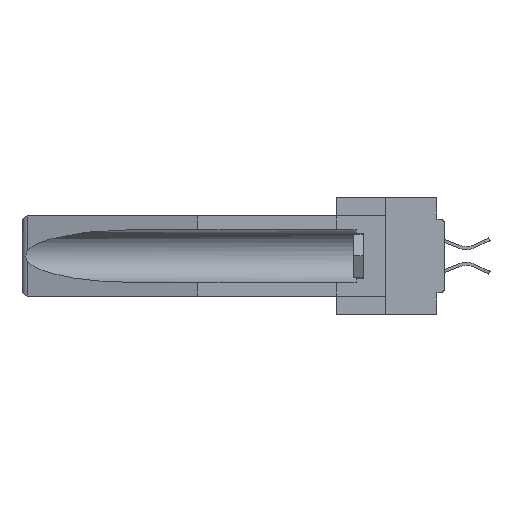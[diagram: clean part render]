
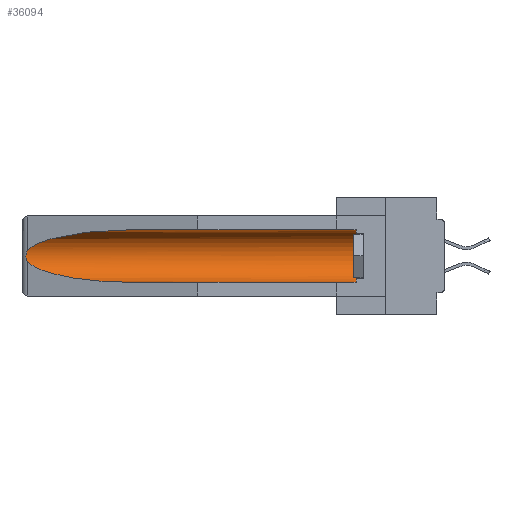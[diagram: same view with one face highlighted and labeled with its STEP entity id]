
A CAD part, left-side view. The second image highlights one B-rep face of the part: STEP entity #36094.
In plain terms, the highlighted cylindrical face has radius 2.857 mm (diameter 5.715 mm), a partial arc.
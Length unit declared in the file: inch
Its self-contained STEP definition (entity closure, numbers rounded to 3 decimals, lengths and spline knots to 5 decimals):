
#343 =( BOUNDED_CURVE ( )  B_SPLINE_CURVE ( 3, ( #13463, #14092, #38128, #17010 ),
 .UNSPECIFIED., .F., .F. ) 
 B_SPLINE_CURVE_WITH_KNOTS ( ( 4, 4 ),
 ( 4.71239, 6.08839 ),
 .UNSPECIFIED. ) 
 CURVE ( )  GEOMETRIC_REPRESENTATION_ITEM ( )  RATIONAL_B_SPLINE_CURVE ( ( 1., 0.848, 0.848, 1. ) ) 
 REPRESENTATION_ITEM ( '' )  );
#587 = EDGE_LOOP ( 'NONE', ( #20248, #41245, #3374, #23627, #42990, #43705 ) ) ;
#650 = CARTESIAN_POINT ( 'NONE',  ( 0.2675, 1.53308, -0.16763 ) ) ;
#854 = CARTESIAN_POINT ( 'NONE',  ( 0.26537, 1.52718, -0.14972 ) ) ;
#967 = CARTESIAN_POINT ( 'NONE',  ( 0.26597, 1.5296, -0.19026 ) ) ;
#2917 = CARTESIAN_POINT ( 'NONE',  ( 0.155, 0.126, -0.284 ) ) ;
#3374 = ORIENTED_EDGE ( 'NONE', *, *, #35091, .T. ) ;
#5213 = CARTESIAN_POINT ( 'NONE',  ( 0.155, 1.07973, -0.284 ) ) ;
#5483 = CYLINDRICAL_SURFACE ( 'NONE', #8727, 0.1125 ) ;
#6814 = DIRECTION ( 'NONE',  ( 0., 1., 0. ) ) ;
#7719 = CARTESIAN_POINT ( 'NONE',  ( 0.26537, 1.52718, -0.14972 ) ) ;
#7868 = CARTESIAN_POINT ( 'NONE',  ( 0.26655, 1.53094, -0.18657 ) ) ;
#8318 = VERTEX_POINT ( 'NONE', #19011 ) ;
#8727 = AXIS2_PLACEMENT_3D ( 'NONE', #20574, #6814, #24553 ) ;
#9883 = FACE_OUTER_BOUND ( 'NONE', #587, .T. ) ;
#11226 = CARTESIAN_POINT ( 'NONE',  ( 0.26537, 1.52718, -0.19328 ) ) ;
#12141 = AXIS2_PLACEMENT_3D ( 'NONE', #13435, #20463, #38414 ) ;
#13435 = CARTESIAN_POINT ( 'NONE',  ( 0.155, 0.126, -0.1715 ) ) ;
#13463 = CARTESIAN_POINT ( 'NONE',  ( 0.155, 1.07973, -0.059 ) ) ;
#13798 = CARTESIAN_POINT ( 'NONE',  ( 0.155, -0.30754, -0.059 ) ) ;
#14092 = CARTESIAN_POINT ( 'NONE',  ( 0.21114, 1.30732, -0.059 ) ) ;
#14611 = CARTESIAN_POINT ( 'NONE',  ( 0.26597, 1.52961, -0.15275 ) ) ;
#16630 = CARTESIAN_POINT ( 'NONE',  ( 0.155, 0.126, -0.059 ) ) ;
#17010 = CARTESIAN_POINT ( 'NONE',  ( 0.26537, 1.52718, -0.14972 ) ) ;
#17526 = CARTESIAN_POINT ( 'NONE',  ( 0.26537, 1.52718, -0.19328 ) ) ;
#18405 = CARTESIAN_POINT ( 'NONE',  ( 0.26537, 1.52718, -0.19328 ) ) ;
#19011 = CARTESIAN_POINT ( 'NONE',  ( 0.155, 1.07973, -0.059 ) ) ;
#20248 = ORIENTED_EDGE ( 'NONE', *, *, #39658, .T. ) ;
#20463 = DIRECTION ( 'NONE',  ( 0., -1., 0. ) ) ;
#20574 = CARTESIAN_POINT ( 'NONE',  ( 0.155, -0.30754, -0.1715 ) ) ;
#21627 = CARTESIAN_POINT ( 'NONE',  ( 0.26654, 1.53092, -0.15636 ) ) ;
#22364 = VERTEX_POINT ( 'NONE', #16630 ) ;
#23627 = ORIENTED_EDGE ( 'NONE', *, *, #40958, .F. ) ;
#24553 = DIRECTION ( 'NONE',  ( 0., 0., 1. ) ) ;
#24781 =( BOUNDED_CURVE ( )  B_SPLINE_CURVE ( 3, ( #18405, #25275, #36788, #5213 ),
 .UNSPECIFIED., .F., .F. ) 
 B_SPLINE_CURVE_WITH_KNOTS ( ( 4, 4 ),
 ( 0.1948, 1.5708 ),
 .UNSPECIFIED. ) 
 CURVE ( )  GEOMETRIC_REPRESENTATION_ITEM ( )  RATIONAL_B_SPLINE_CURVE ( ( 1., 0.848, 0.848, 1. ) ) 
 REPRESENTATION_ITEM ( '' )  );
#25150 = CARTESIAN_POINT ( 'NONE',  ( 0.2675, 1.53308, -0.17534 ) ) ;
#25275 = CARTESIAN_POINT ( 'NONE',  ( 0.25451, 1.48313, -0.24835 ) ) ;
#26346 = DIRECTION ( 'NONE',  ( 0., 1., 0. ) ) ;
#28494 = CARTESIAN_POINT ( 'NONE',  ( 0.2673, 1.5327, -0.16383 ) ) ;
#30848 = LINE ( 'NONE', #36941, #44482 ) ;
#30944 = CIRCLE ( 'NONE', #12141, 0.1125 ) ;
#31047 = EDGE_CURVE ( 'NONE', #22364, #8318, #43587, .T. ) ;
#31961 = VERTEX_POINT ( 'NONE', #2917 ) ;
#32125 = CARTESIAN_POINT ( 'NONE',  ( 0.2673, 1.53269, -0.17917 ) ) ;
#32324 = EDGE_CURVE ( 'NONE', #31961, #22364, #30944, .T. ) ;
#34291 = VECTOR ( 'NONE', #38156, 39.37008 ) ;
#34339 = VERTEX_POINT ( 'NONE', #17526 ) ;
#35091 = EDGE_CURVE ( 'NONE', #34339, #43862, #24781, .T. ) ;
#35306 = CARTESIAN_POINT ( 'NONE',  ( 0.155, 1.07973, -0.284 ) ) ;
#36094 = ADVANCED_FACE ( 'NONE', ( #9883 ), #5483, .F. ) ;
#36755 = B_SPLINE_CURVE_WITH_KNOTS ( 'NONE', 3,
 ( #7719, #14611, #21627, #28494, #650, #25150, #32125, #7868, #967, #11226 ),
 .UNSPECIFIED., .F., .F.,
 ( 4, 2, 2, 2, 4 ),
 ( 0., 0.00029, 0.00058, 0.00087, 0.00117 ),
 .UNSPECIFIED. ) ;
#36788 = CARTESIAN_POINT ( 'NONE',  ( 0.21114, 1.30732, -0.284 ) ) ;
#36941 = CARTESIAN_POINT ( 'NONE',  ( 0.155, -0.30754, -0.284 ) ) ;
#38128 = CARTESIAN_POINT ( 'NONE',  ( 0.25451, 1.48313, -0.09465 ) ) ;
#38156 = DIRECTION ( 'NONE',  ( 0., 1., 0. ) ) ;
#38414 = DIRECTION ( 'NONE',  ( 0., 0., 1. ) ) ;
#39658 = EDGE_CURVE ( 'NONE', #8318, #41831, #343, .T. ) ;
#40958 = EDGE_CURVE ( 'NONE', #31961, #43862, #30848, .T. ) ;
#41245 = ORIENTED_EDGE ( 'NONE', *, *, #42259, .T. ) ;
#41831 = VERTEX_POINT ( 'NONE', #854 ) ;
#42259 = EDGE_CURVE ( 'NONE', #41831, #34339, #36755, .T. ) ;
#42990 = ORIENTED_EDGE ( 'NONE', *, *, #32324, .T. ) ;
#43587 = LINE ( 'NONE', #13798, #34291 ) ;
#43705 = ORIENTED_EDGE ( 'NONE', *, *, #31047, .T. ) ;
#43862 = VERTEX_POINT ( 'NONE', #35306 ) ;
#44482 = VECTOR ( 'NONE', #26346, 39.37008 ) ;
